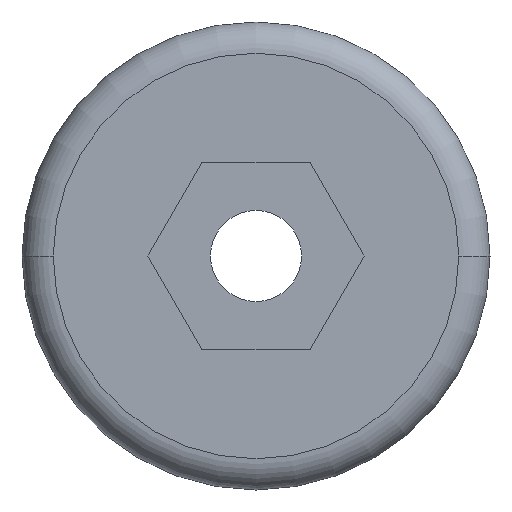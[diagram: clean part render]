
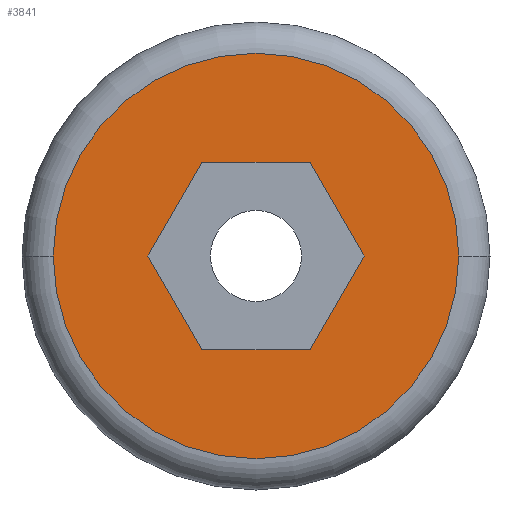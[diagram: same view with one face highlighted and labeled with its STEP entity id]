
A CAD part, left-side view. The second image highlights one B-rep face of the part: STEP entity #3841.
In plain terms, the highlighted planar face has unit normal (-1, 0, 0).
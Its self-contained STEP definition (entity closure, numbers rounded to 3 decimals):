
#1711=DIRECTION('',(0.,-0.5,0.866));
#1712=VECTOR('',#1711,0.878);
#1713=CARTESIAN_POINT('',(-1.93,0.878,0.));
#1714=LINE('',#1713,#1712);
#1715=DIRECTION('',(0.,0.5,0.866));
#1716=VECTOR('',#1715,0.878);
#1717=CARTESIAN_POINT('',(-1.93,0.439,-0.76));
#1718=LINE('',#1717,#1716);
#1719=DIRECTION('',(0.,1.,0.));
#1720=VECTOR('',#1719,0.878);
#1721=CARTESIAN_POINT('',(-1.93,-0.439,-0.76));
#1722=LINE('',#1721,#1720);
#1723=DIRECTION('',(0.,0.5,-0.866));
#1724=VECTOR('',#1723,0.878);
#1725=CARTESIAN_POINT('',(-1.93,-0.878,0.));
#1726=LINE('',#1725,#1724);
#1727=DIRECTION('',(0.,-0.5,-0.866));
#1728=VECTOR('',#1727,0.878);
#1729=CARTESIAN_POINT('',(-1.93,-0.439,0.76));
#1730=LINE('',#1729,#1728);
#1731=DIRECTION('',(0.,-1.,0.));
#1732=VECTOR('',#1731,0.878);
#1733=CARTESIAN_POINT('',(-1.93,0.439,0.76));
#1734=LINE('',#1733,#1732);
#1735=CARTESIAN_POINT('',(-1.93,0.,0.));
#1736=DIRECTION('',(-1.,0.,0.));
#1737=DIRECTION('',(0.,1.,0.));
#1738=AXIS2_PLACEMENT_3D('',#1735,#1736,#1737);
#1740=CARTESIAN_POINT('',(-1.93,0.,0.));
#1741=DIRECTION('',(-1.,0.,0.));
#1742=DIRECTION('',(0.,-1.,0.));
#1743=AXIS2_PLACEMENT_3D('',#1740,#1741,#1742);
#1920=CARTESIAN_POINT('',(-1.93,0.878,0.));
#1921=CARTESIAN_POINT('',(-1.93,0.439,0.76));
#1922=VERTEX_POINT('',#1920);
#1923=VERTEX_POINT('',#1921);
#1924=CARTESIAN_POINT('',(-1.93,-0.439,0.76));
#1925=VERTEX_POINT('',#1924);
#1926=CARTESIAN_POINT('',(-1.93,-0.878,0.));
#1927=VERTEX_POINT('',#1926);
#1928=CARTESIAN_POINT('',(-1.93,-0.439,-0.76));
#1929=VERTEX_POINT('',#1928);
#1930=CARTESIAN_POINT('',(-1.93,0.439,-0.76));
#1931=VERTEX_POINT('',#1930);
#1932=CARTESIAN_POINT('',(-1.93,1.646,0.));
#1933=CARTESIAN_POINT('',(-1.93,-1.646,0.));
#1934=VERTEX_POINT('',#1932);
#1935=VERTEX_POINT('',#1933);
#3817=CARTESIAN_POINT('',(-1.93,0.,0.));
#3818=DIRECTION('',(1.,0.,0.));
#3819=DIRECTION('',(0.,-1.,0.));
#3820=AXIS2_PLACEMENT_3D('',#3817,#3818,#3819);
#3821=PLANE('',#3820);
#3823=ORIENTED_EDGE('',*,*,#3822,.F.);
#3824=ORIENTED_EDGE('',*,*,#3807,.F.);
#3825=EDGE_LOOP('',(#3823,#3824));
#3826=FACE_OUTER_BOUND('',#3825,.F.);
#3828=ORIENTED_EDGE('',*,*,#3827,.F.);
#3830=ORIENTED_EDGE('',*,*,#3829,.F.);
#3832=ORIENTED_EDGE('',*,*,#3831,.F.);
#3834=ORIENTED_EDGE('',*,*,#3833,.F.);
#3836=ORIENTED_EDGE('',*,*,#3835,.F.);
#3838=ORIENTED_EDGE('',*,*,#3837,.F.);
#3839=EDGE_LOOP('',(#3828,#3830,#3832,#3834,#3836,#3838));
#3840=FACE_BOUND('',#3839,.F.);
#1739=CIRCLE('',#1738,1.646);
#1744=CIRCLE('',#1743,1.646);
#3807=EDGE_CURVE('',#1935,#1934,#1744,.T.);
#3822=EDGE_CURVE('',#1934,#1935,#1739,.T.);
#3827=EDGE_CURVE('',#1922,#1923,#1714,.T.);
#3829=EDGE_CURVE('',#1931,#1922,#1718,.T.);
#3831=EDGE_CURVE('',#1929,#1931,#1722,.T.);
#3833=EDGE_CURVE('',#1927,#1929,#1726,.T.);
#3835=EDGE_CURVE('',#1925,#1927,#1730,.T.);
#3837=EDGE_CURVE('',#1923,#1925,#1734,.T.);
#3841=ADVANCED_FACE('',(#3826,#3840),#3821,.F.);
